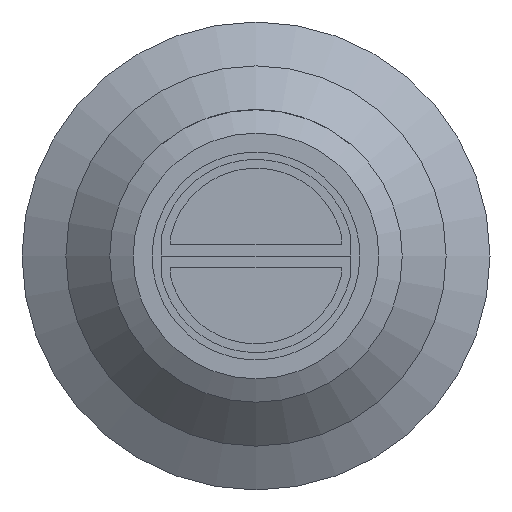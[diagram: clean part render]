
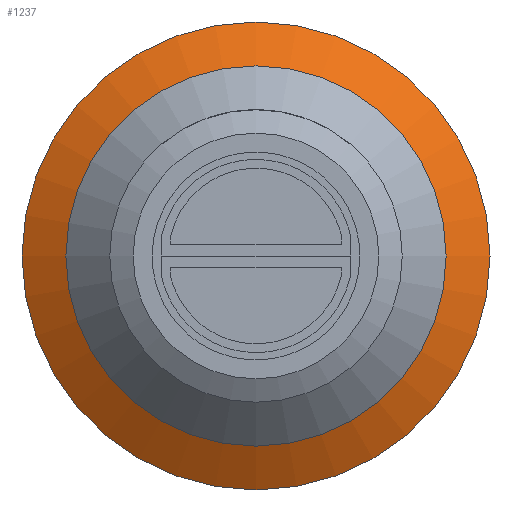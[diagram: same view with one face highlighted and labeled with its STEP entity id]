
A CAD part, front view. The second image highlights one B-rep face of the part: STEP entity #1237.
In plain terms, the highlighted conical face has half-angle 60 degrees and reference radius 4 mm.
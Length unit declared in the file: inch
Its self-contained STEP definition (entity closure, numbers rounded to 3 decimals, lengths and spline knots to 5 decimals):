
#65 = FACE_OUTER_BOUND ( 'NONE', #1123, .T. ) ;
#109 = CIRCLE ( 'NONE', #268, 0.12795 ) ;
#204 = CARTESIAN_POINT ( 'NONE',  ( 0., 0.33201, 0. ) ) ;
#268 = AXIS2_PLACEMENT_3D ( 'NONE', #434, #816, #1117 ) ;
#274 = CONICAL_SURFACE ( 'NONE', #1047, 0.15748, 1.047 ) ;
#336 = FACE_BOUND ( 'NONE', #639, .T. ) ;
#384 = ORIENTED_EDGE ( 'NONE', *, *, #419, .T. ) ;
#394 = DIRECTION ( 'NONE',  ( 1., 0., 0. ) ) ;
#419 = EDGE_CURVE ( 'NONE', #1145, #1145, #470, .T. ) ;
#434 = CARTESIAN_POINT ( 'NONE',  ( 0., 0.31496, 0. ) ) ;
#470 = CIRCLE ( 'NONE', #526, 0.15748 ) ;
#526 = AXIS2_PLACEMENT_3D ( 'NONE', #204, #873, #394 ) ;
#586 = EDGE_CURVE ( 'NONE', #606, #606, #109, .T. ) ;
#606 = VERTEX_POINT ( 'NONE', #665 ) ;
#639 = EDGE_LOOP ( 'NONE', ( #1219 ) ) ;
#665 = CARTESIAN_POINT ( 'NONE',  ( 0., 0.31496, -0.12795 ) ) ;
#747 = DIRECTION ( 'NONE',  ( 0., 1., 0. ) ) ;
#816 = DIRECTION ( 'NONE',  ( 0., -1., 0. ) ) ;
#852 = DIRECTION ( 'NONE',  ( 0., 0., 1. ) ) ;
#873 = DIRECTION ( 'NONE',  ( 0., -1., 0. ) ) ;
#1041 = CARTESIAN_POINT ( 'NONE',  ( 0., 0.33201, 0. ) ) ;
#1047 = AXIS2_PLACEMENT_3D ( 'NONE', #1041, #747, #852 ) ;
#1052 = CARTESIAN_POINT ( 'NONE',  ( 0.15748, 0.33201, 0. ) ) ;
#1117 = DIRECTION ( 'NONE',  ( 0., 0., -1. ) ) ;
#1123 = EDGE_LOOP ( 'NONE', ( #384 ) ) ;
#1145 = VERTEX_POINT ( 'NONE', #1052 ) ;
#1219 = ORIENTED_EDGE ( 'NONE', *, *, #586, .F. ) ;
#1237 = ADVANCED_FACE ( 'NONE', ( #65, #336 ), #274, .T. ) ;
